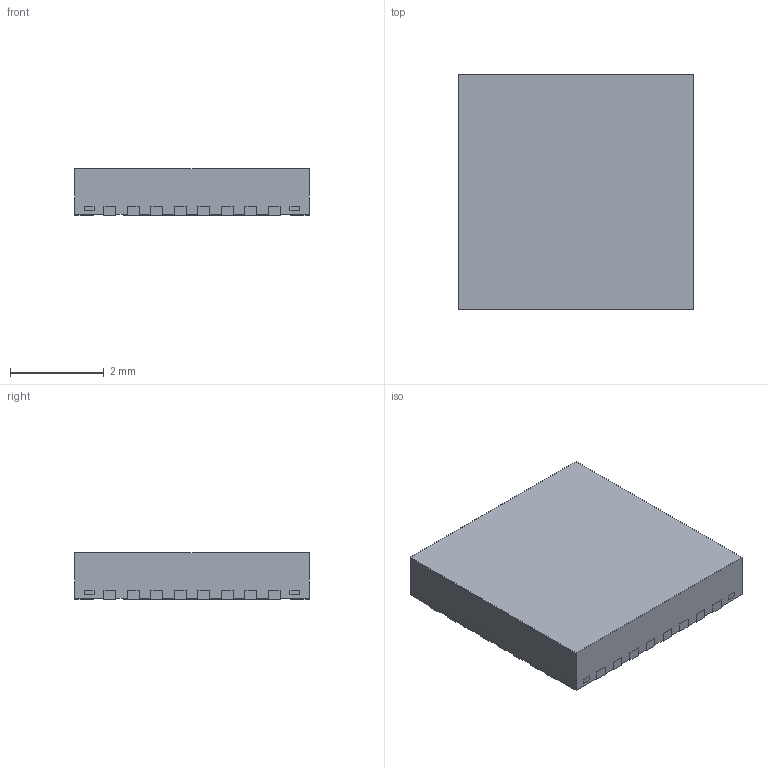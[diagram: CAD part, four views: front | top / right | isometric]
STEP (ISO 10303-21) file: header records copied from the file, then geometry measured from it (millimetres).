
FILE_DESCRIPTION((''),'2;1');
FILE_NAME('RHB0032H_ASM','2020-02-05T08:37:18',('a0412086'),(''),'CREO PARAMETRIC BY PTC INC, 2019292','CREO PARAMETRIC BY PTC INC, 2019292','');
FILE_SCHEMA(('AUTOMOTIVE_DESIGN { 1 0 10303 214 1 1 1 1 }'));
Length unit declared in the file: millimetre
Products named in the file (4): BODY-QFN; FRAME-RHB0032H; PIN1-ID; RHB0032H_ASM
Assembly tree (3 placements, depth 2):
  RHB0032H_ASM
    BODY-QFN
    FRAME-RHB0032H
    PIN1-ID
Bounding box: 5 x 5 x 1 mm (x, y, z)
Volume: 24.7 mm3; surface area: 114 mm2
Topology: 38 solids, 38 shells, 395 faces, 954 edges, 636 vertices
Faces by surface type: plane 331, cylinder 64
Entity records: 14946 total; most frequent: CARTESIAN_POINT 1999, ORIENTED_EDGE 1908, DIRECTION 1886, PRESENTATION_STYLE_ASSIGNMENT 1032, STYLED_ITEM 992, CURVE_STYLE 954, EDGE_CURVE 954, VECTOR 826
